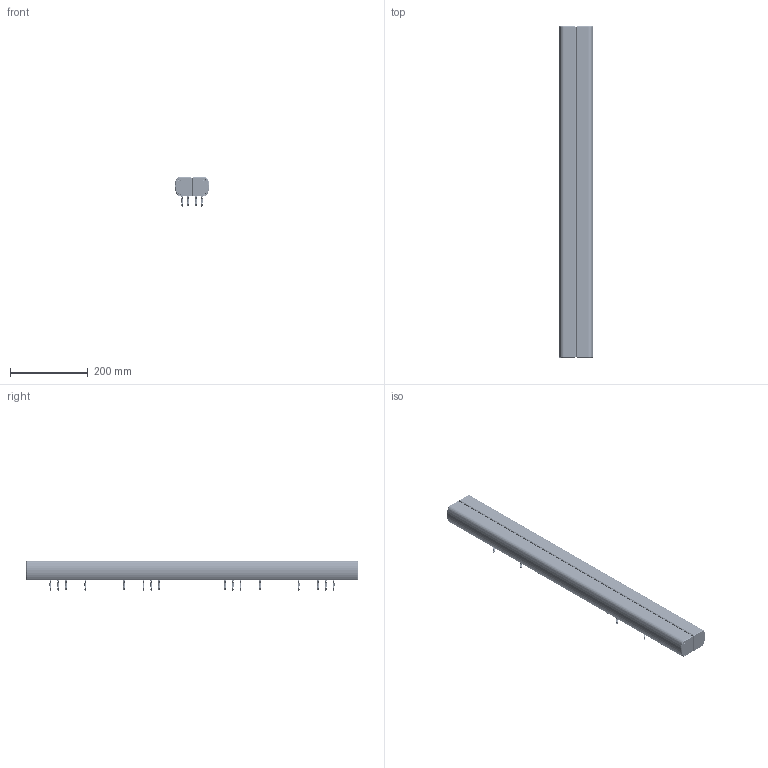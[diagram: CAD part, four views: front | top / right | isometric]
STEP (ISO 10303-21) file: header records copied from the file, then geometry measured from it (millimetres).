
FILE_DESCRIPTION (( 'STEP AP214' ), '1' );
FILE_NAME ('KLAK1850.STEP', '2024-07-24T07:38:55', ( '' ), ( '' ), 'SwSTEP 2.0', 'SolidWorks 2020', '' );
FILE_SCHEMA (( 'AUTOMOTIVE_DESIGN' ));
Length unit declared in the file: millimetre
Products named in the file (3): KLAK1850CP_850_POS; KLAK1850; KLAK1850V_850_POS
Assembly tree (2 placements, depth 2):
  KLAK1850
    KLAK1850CP_850_POS
    KLAK1850V_850_POS
Bounding box: 88.41 x 856 x 77.5 mm (x, y, z)
Volume: 1311247.8 mm3; surface area: 950579 mm2
Topology: 64 solids, 64 shells, 5317 faces, 12291 edges, 7080 vertices
Faces by surface type: cone 2438, cylinder 1567, plane 1176, torus 56, bspline 48, sphere 32
Entity records: 211308 total; most frequent: CARTESIAN_POINT 29085, DIRECTION 28199, ORIENTED_EDGE 24422, EDGE_CURVE 12211, AXIS2_PLACEMENT_3D 11202, VERTEX_POINT 7080, CIRCLE 5928, VECTOR 5795
